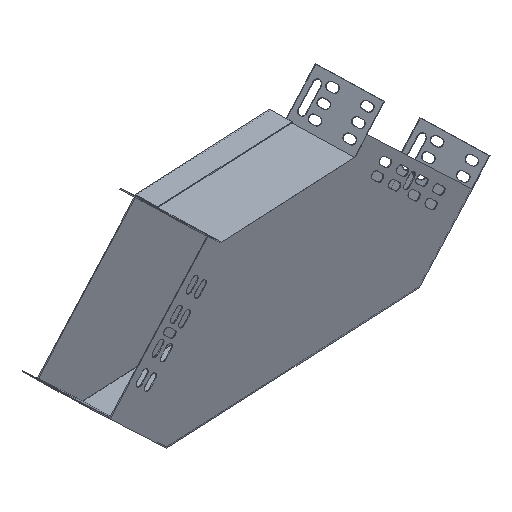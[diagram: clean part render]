
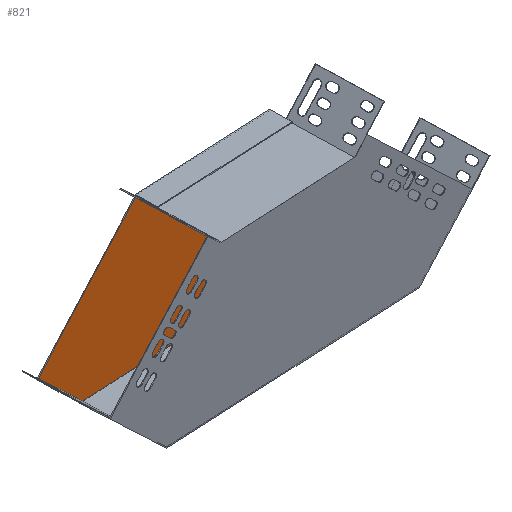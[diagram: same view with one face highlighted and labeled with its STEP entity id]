
A CAD part, isometric view. The second image highlights one B-rep face of the part: STEP entity #821.
In plain terms, the highlighted planar face has unit normal (0.022, -1, 0.006).
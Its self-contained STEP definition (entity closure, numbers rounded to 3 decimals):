
#18 = DIRECTION ( 'NONE',  ( 0.027, -0.006, -1. ) ) ;
#26 = CARTESIAN_POINT ( 'NONE',  ( 13.379, 164.424, 82.112 ) ) ;
#203 = ORIENTED_EDGE ( 'NONE', *, *, #4393, .F. ) ;
#420 = VERTEX_POINT ( 'NONE', #4799 ) ;
#510 = VERTEX_POINT ( 'NONE', #4303 ) ;
#711 = VECTOR ( 'NONE', #3495, 1000. ) ;
#821 = ADVANCED_FACE ( 'NONE', ( #2392 ), #2456, .T. ) ;
#856 = CARTESIAN_POINT ( 'NONE',  ( -341.387, 156.639, 73.02 ) ) ;
#883 = LINE ( 'NONE', #4817, #5825 ) ;
#906 = VERTEX_POINT ( 'NONE', #1851 ) ;
#921 = VERTEX_POINT ( 'NONE', #1635 ) ;
#1041 = CARTESIAN_POINT ( 'NONE',  ( -29.62, 163.198, 36.707 ) ) ;
#1080 = DIRECTION ( 'NONE',  ( 0.726, 0.011, -0.688 ) ) ;
#1092 = VERTEX_POINT ( 'NONE', #1041 ) ;
#1124 = CARTESIAN_POINT ( 'NONE',  ( 13.365, 164.427, 82.612 ) ) ;
#1413 = CARTESIAN_POINT ( 'NONE',  ( -237.592, 159.602, 183.137 ) ) ;
#1635 = CARTESIAN_POINT ( 'NONE',  ( -237.578, 159.599, 182.637 ) ) ;
#1851 = CARTESIAN_POINT ( 'NONE',  ( -237.592, 159.602, 183.137 ) ) ;
#1955 = ORIENTED_EDGE ( 'NONE', *, *, #4881, .T. ) ;
#2081 = LINE ( 'NONE', #1413, #5526 ) ;
#2103 = DIRECTION ( 'NONE',  ( 0.027, -0.006, -1. ) ) ;
#2111 = DIRECTION ( 'NONE',  ( -0.999, -0.022, -0.027 ) ) ;
#2117 = CARTESIAN_POINT ( 'NONE',  ( 13.379, 164.424, 82.112 ) ) ;
#2128 = AXIS2_PLACEMENT_3D ( 'NONE', #2163, #2129, #2103 ) ;
#2129 = DIRECTION ( 'NONE',  ( 0.022, -1., 0.006 ) ) ;
#2163 = CARTESIAN_POINT ( 'NONE',  ( 13.365, 164.427, 82.612 ) ) ;
#2221 = ORIENTED_EDGE ( 'NONE', *, *, #5381, .F. ) ;
#2392 = FACE_OUTER_BOUND ( 'NONE', #6857, .T. ) ;
#2456 = PLANE ( 'NONE',  #2128 ) ;
#2459 = LINE ( 'NONE', #2875, #711 ) ;
#2491 = DIRECTION ( 'NONE',  ( 0.027, -0.006, -1. ) ) ;
#2494 = VERTEX_POINT ( 'NONE', #5656 ) ;
#2556 = LINE ( 'NONE', #26, #5527 ) ;
#2733 = CARTESIAN_POINT ( 'NONE',  ( -341.374, 156.636, 72.52 ) ) ;
#2826 = CARTESIAN_POINT ( 'NONE',  ( -29.62, 163.198, 36.707 ) ) ;
#2827 = LINE ( 'NONE', #2826, #7427 ) ;
#2875 = CARTESIAN_POINT ( 'NONE',  ( -96.243, 162.702, 186.459 ) ) ;
#3206 = VERTEX_POINT ( 'NONE', #1124 ) ;
#3210 = DIRECTION ( 'NONE',  ( -0.687, -0.02, -0.726 ) ) ;
#3254 = EDGE_CURVE ( 'NONE', #906, #921, #5002, .T. ) ;
#3303 = ORIENTED_EDGE ( 'NONE', *, *, #3590, .F. ) ;
#3334 = ORIENTED_EDGE ( 'NONE', *, *, #3254, .T. ) ;
#3495 = DIRECTION ( 'NONE',  ( 0.726, 0.011, -0.688 ) ) ;
#3511 = ORIENTED_EDGE ( 'NONE', *, *, #3825, .F. ) ;
#3546 = DIRECTION ( 'NONE',  ( 0.027, -0.006, -1. ) ) ;
#3574 = ORIENTED_EDGE ( 'NONE', *, *, #4651, .F. ) ;
#3590 = EDGE_CURVE ( 'NONE', #2494, #3206, #2459, .T. ) ;
#3664 = VECTOR ( 'NONE', #4664, 1000. ) ;
#3815 = ORIENTED_EDGE ( 'NONE', *, *, #5115, .T. ) ;
#3825 = EDGE_CURVE ( 'NONE', #7635, #921, #5337, .T. ) ;
#3999 = VECTOR ( 'NONE', #1080, 1000. ) ;
#4185 = ORIENTED_EDGE ( 'NONE', *, *, #7191, .F. ) ;
#4199 = LINE ( 'NONE', #4974, #3999 ) ;
#4303 = CARTESIAN_POINT ( 'NONE',  ( -295.973, 157.351, 29.505 ) ) ;
#4393 = EDGE_CURVE ( 'NONE', #3206, #7564, #883, .T. ) ;
#4405 = VECTOR ( 'NONE', #18, 1000. ) ;
#4651 = EDGE_CURVE ( 'NONE', #7564, #1092, #2556, .T. ) ;
#4664 = DIRECTION ( 'NONE',  ( 0.687, 0.02, 0.726 ) ) ;
#4799 = CARTESIAN_POINT ( 'NONE',  ( -341.374, 156.636, 72.52 ) ) ;
#4817 = CARTESIAN_POINT ( 'NONE',  ( 13.365, 164.427, 82.612 ) ) ;
#4881 = EDGE_CURVE ( 'NONE', #510, #1092, #2827, .T. ) ;
#4974 = CARTESIAN_POINT ( 'NONE',  ( -341.374, 156.636, 72.52 ) ) ;
#5002 = LINE ( 'NONE', #7545, #4405 ) ;
#5115 = EDGE_CURVE ( 'NONE', #420, #510, #4199, .T. ) ;
#5337 = LINE ( 'NONE', #5913, #3664 ) ;
#5379 = VECTOR ( 'NONE', #7117, 1000. ) ;
#5381 = EDGE_CURVE ( 'NONE', #420, #7635, #5781, .T. ) ;
#5526 = VECTOR ( 'NONE', #2111, 1000. ) ;
#5527 = VECTOR ( 'NONE', #3210, 1000. ) ;
#5572 = VERTEX_POINT ( 'NONE', #7325 ) ;
#5656 = CARTESIAN_POINT ( 'NONE',  ( -96.243, 162.702, 186.459 ) ) ;
#5718 = VECTOR ( 'NONE', #2491, 1000. ) ;
#5781 = LINE ( 'NONE', #2733, #5379 ) ;
#5825 = VECTOR ( 'NONE', #3546, 1000. ) ;
#5913 = CARTESIAN_POINT ( 'NONE',  ( -237.578, 159.599, 182.637 ) ) ;
#5974 = DIRECTION ( 'NONE',  ( 0.999, 0.022, 0.027 ) ) ;
#6857 = EDGE_LOOP ( 'NONE', ( #3511, #2221, #3815, #1955, #3574, #203, #3303, #4185, #7071, #3334 ) ) ;
#6889 = EDGE_CURVE ( 'NONE', #5572, #906, #2081, .T. ) ;
#7071 = ORIENTED_EDGE ( 'NONE', *, *, #6889, .T. ) ;
#7117 = DIRECTION ( 'NONE',  ( -0.027, 0.006, 1. ) ) ;
#7191 = EDGE_CURVE ( 'NONE', #5572, #2494, #7351, .T. ) ;
#7325 = CARTESIAN_POINT ( 'NONE',  ( -96.256, 162.705, 186.958 ) ) ;
#7351 = LINE ( 'NONE', #8018, #5718 ) ;
#7427 = VECTOR ( 'NONE', #5974, 1000. ) ;
#7545 = CARTESIAN_POINT ( 'NONE',  ( -237.592, 159.602, 183.137 ) ) ;
#7564 = VERTEX_POINT ( 'NONE', #2117 ) ;
#7635 = VERTEX_POINT ( 'NONE', #856 ) ;
#8018 = CARTESIAN_POINT ( 'NONE',  ( -96.256, 162.705, 186.958 ) ) ;
